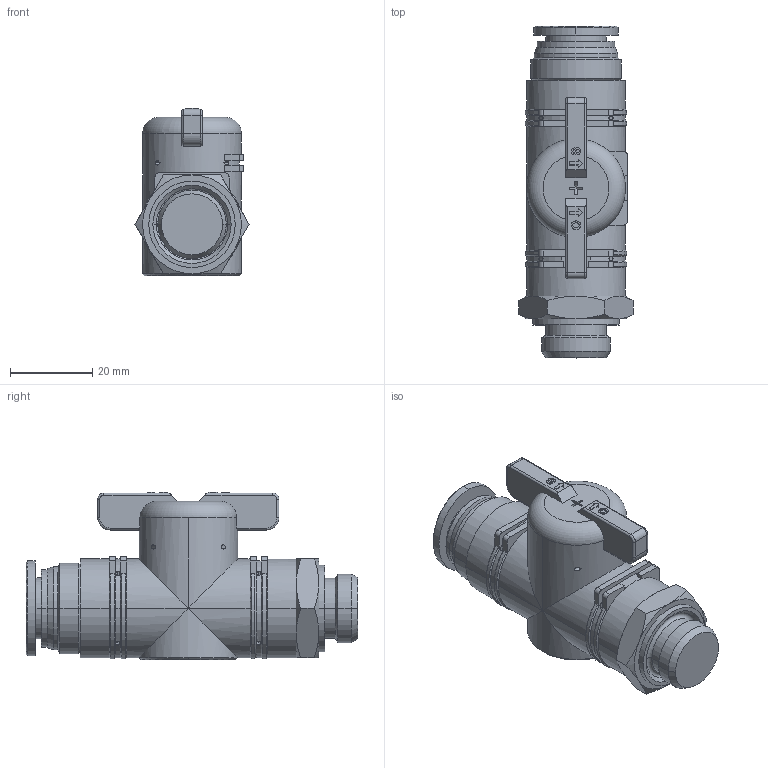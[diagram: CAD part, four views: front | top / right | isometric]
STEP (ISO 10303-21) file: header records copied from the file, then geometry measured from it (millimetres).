
FILE_DESCRIPTION((''),'2;1');
FILE_NAME('BC6012G03-mdt.stp','2017-07-24T18:54:43',(''),(''),'Mechanical Desktop 2009','Mechanical Desktop 2009',', , ');
FILE_SCHEMA(('CONFIG_CONTROL_DESIGN'));
Length unit declared in the file: millimetre
Products named in the file (4): BC6012G03-MDT; BC6012G02-MDT; BL 60-03; PART1
Assembly tree (3 placements, depth 3):
  BC6012G03-MDT
    BC6012G02-MDT
    BL 60-03
      PART1
Bounding box: 27.71 x 80.6 x 40.7 mm (x, y, z)
Volume: 44920 mm3; surface area: 12103.6 mm2
Topology: 2 solids, 4 shells, 394 faces, 1000 edges, 638 vertices
Faces by surface type: plane 220, cylinder 109, cone 42, torus 18, bspline 5
Entity records: 13399 total; most frequent: CARTESIAN_POINT 3831, ORIENTED_EDGE 1996, DIRECTION 1930, EDGE_CURVE 998, VECTOR 644, LINE 644, AXIS2_PLACEMENT_3D 643, VERTEX_POINT 638
